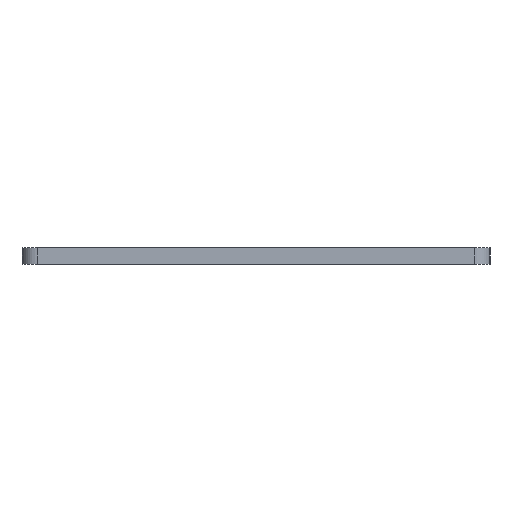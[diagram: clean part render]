
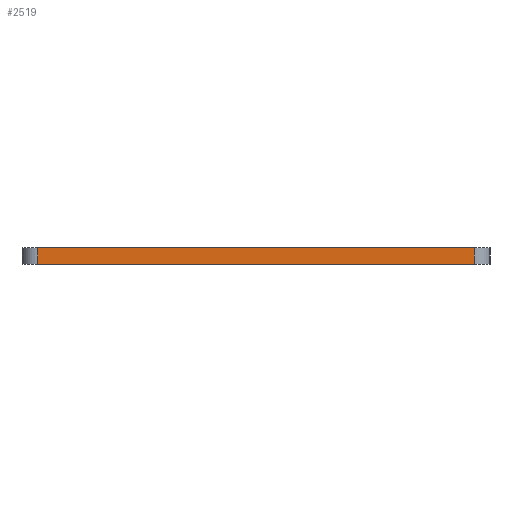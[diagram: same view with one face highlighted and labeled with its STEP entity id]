
A CAD part, left-side view. The second image highlights one B-rep face of the part: STEP entity #2519.
In plain terms, the highlighted planar face has unit normal (-1, 0, 0).
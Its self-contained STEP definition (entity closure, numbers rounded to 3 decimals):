
#142=PLANE('',#2767);
#223=FACE_OUTER_BOUND('',#389,.T.);
#389=EDGE_LOOP('',(#2049,#2050,#2051,#2052));
#619=LINE('',#4030,#827);
#632=LINE('',#4143,#840);
#633=LINE('',#4146,#841);
#634=LINE('',#4147,#842);
#827=VECTOR('',#3267,10.);
#840=VECTOR('',#3374,10.);
#841=VECTOR('',#3377,10.);
#842=VECTOR('',#3378,10.);
#1188=VERTEX_POINT('',#4027);
#1189=VERTEX_POINT('',#4029);
#1242=VERTEX_POINT('',#4141);
#1243=VERTEX_POINT('',#4145);
#1494=EDGE_CURVE('',#1189,#1188,#619,.T.);
#1551=EDGE_CURVE('',#1189,#1242,#632,.T.);
#1552=EDGE_CURVE('',#1243,#1188,#633,.T.);
#1553=EDGE_CURVE('',#1242,#1243,#634,.T.);
#2049=ORIENTED_EDGE('',*,*,#1551,.F.);
#2050=ORIENTED_EDGE('',*,*,#1494,.T.);
#2051=ORIENTED_EDGE('',*,*,#1552,.F.);
#2052=ORIENTED_EDGE('',*,*,#1553,.F.);
#2519=ADVANCED_FACE('',(#223),#142,.T.);
#2767=AXIS2_PLACEMENT_3D('',#4144,#3375,#3376);
#3267=DIRECTION('',(0.,-1.,0.));
#3374=DIRECTION('',(0.,0.,1.));
#3375=DIRECTION('center_axis',(-1.,0.,0.));
#3376=DIRECTION('ref_axis',(0.,-1.,0.));
#3377=DIRECTION('',(0.,0.,-1.));
#3378=DIRECTION('',(0.,-1.,0.));
#4027=CARTESIAN_POINT('',(-241.3,-41.5,0.));
#4029=CARTESIAN_POINT('',(-241.3,41.5,0.));
#4030=CARTESIAN_POINT('',(-241.3,44.5,0.));
#4141=CARTESIAN_POINT('',(-241.3,41.5,3.175));
#4143=CARTESIAN_POINT('',(-241.3,41.5,0.));
#4144=CARTESIAN_POINT('Origin',(-241.3,44.5,0.));
#4145=CARTESIAN_POINT('',(-241.3,-41.5,3.175));
#4146=CARTESIAN_POINT('',(-241.3,-41.5,0.));
#4147=CARTESIAN_POINT('',(-241.3,44.5,3.175));
